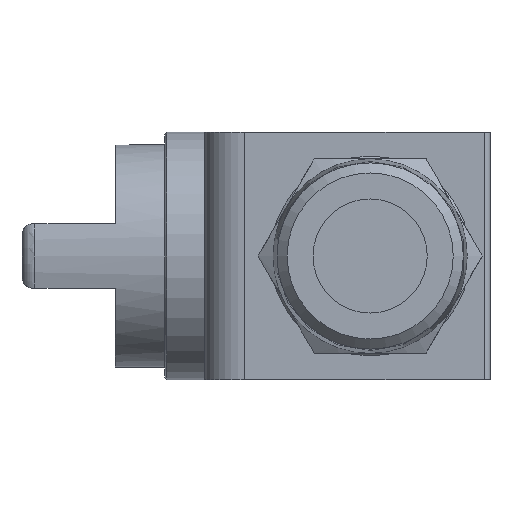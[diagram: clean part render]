
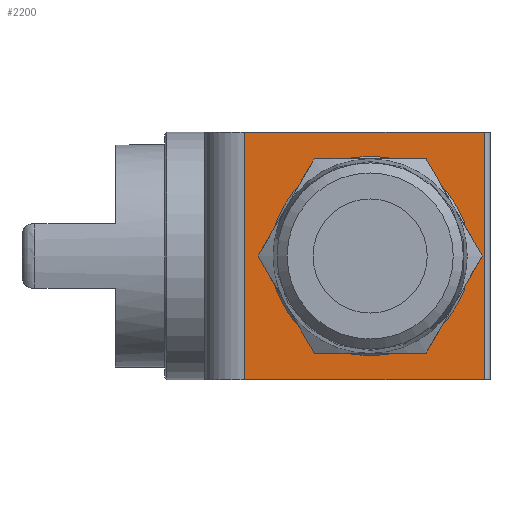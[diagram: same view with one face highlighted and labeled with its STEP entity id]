
A CAD part, left-side view. The second image highlights one B-rep face of the part: STEP entity #2200.
In plain terms, the highlighted planar face has unit normal (-1, 0, 0).
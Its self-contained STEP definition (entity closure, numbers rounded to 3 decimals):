
#34=PLANE('',#2326);
#118=LINE('',#3199,#212);
#119=LINE('',#3202,#213);
#120=LINE('',#3204,#214);
#121=LINE('',#3206,#215);
#212=VECTOR('',#2601,1000.);
#213=VECTOR('',#2602,1000.);
#214=VECTOR('',#2603,1000.);
#215=VECTOR('',#2604,1000.);
#308=CIRCLE('',#2327,8.75);
#465=ORIENTED_EDGE('',*,*,#875,.F.);
#466=ORIENTED_EDGE('',*,*,#876,.T.);
#467=ORIENTED_EDGE('',*,*,#877,.F.);
#468=ORIENTED_EDGE('',*,*,#878,.F.);
#469=ORIENTED_EDGE('',*,*,#879,.T.);
#875=EDGE_CURVE('',#1071,#1071,#308,.F.);
#876=EDGE_CURVE('',#1072,#1073,#118,.T.);
#877=EDGE_CURVE('',#1074,#1073,#119,.T.);
#878=EDGE_CURVE('',#1075,#1074,#120,.T.);
#879=EDGE_CURVE('',#1075,#1072,#121,.T.);
#1071=VERTEX_POINT('',#3198);
#1072=VERTEX_POINT('',#3200);
#1073=VERTEX_POINT('',#3201);
#1074=VERTEX_POINT('',#3203);
#1075=VERTEX_POINT('',#3205);
#1199=EDGE_LOOP('',(#465));
#1200=EDGE_LOOP('',(#466,#467,#468,#469));
#1337=FACE_BOUND('',#1199,.T.);
#1338=FACE_BOUND('',#1200,.T.);
#2200=ADVANCED_FACE('',(#1337,#1338),#34,.F.);
#2326=AXIS2_PLACEMENT_3D('',#3196,#2597,#2598);
#2327=AXIS2_PLACEMENT_3D('',#3197,#2599,#2600);
#2597=DIRECTION('',(1.,0.,0.));
#2598=DIRECTION('',(0.,0.,-1.));
#2599=DIRECTION('',(1.,0.,0.));
#2600=DIRECTION('',(0.,0.,-1.));
#2601=DIRECTION('',(0.,-1.,0.));
#2602=DIRECTION('',(0.,0.,-1.));
#2603=DIRECTION('',(0.,-1.,0.));
#2604=DIRECTION('',(0.,0.,-1.));
#3196=CARTESIAN_POINT('',(-15.5,11.,10.85));
#3197=CARTESIAN_POINT('',(-15.5,0.,0.));
#3198=CARTESIAN_POINT('',(-15.5,0.,-8.75));
#3199=CARTESIAN_POINT('',(-15.5,11.,-10.85));
#3200=CARTESIAN_POINT('',(-15.5,11.,-10.85));
#3201=CARTESIAN_POINT('',(-15.5,-10.,-10.85));
#3202=CARTESIAN_POINT('',(-15.5,-10.,10.85));
#3203=CARTESIAN_POINT('',(-15.5,-10.,10.85));
#3204=CARTESIAN_POINT('',(-15.5,11.,10.85));
#3205=CARTESIAN_POINT('',(-15.5,11.,10.85));
#3206=CARTESIAN_POINT('',(-15.5,11.,10.85));
